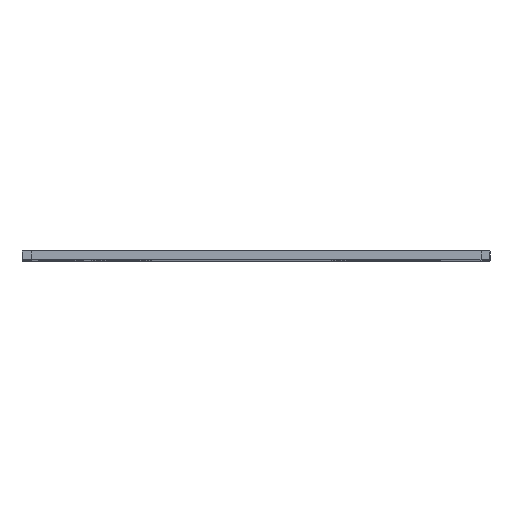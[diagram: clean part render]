
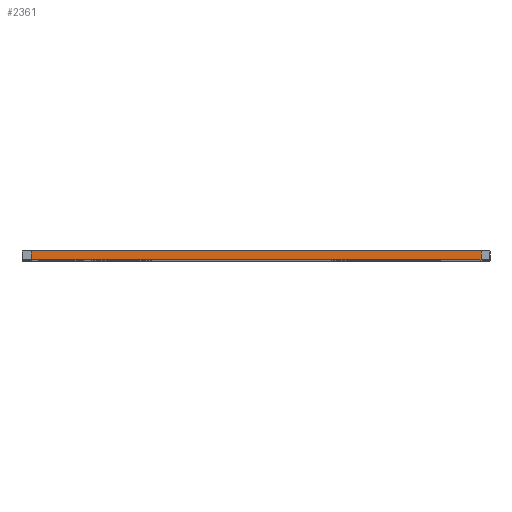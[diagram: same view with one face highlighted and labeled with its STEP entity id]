
A CAD part, top view. The second image highlights one B-rep face of the part: STEP entity #2361.
In plain terms, the highlighted planar face has unit normal (0, 0, 1).
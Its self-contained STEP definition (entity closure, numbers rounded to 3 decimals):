
#231 = ORIENTED_EDGE ( 'NONE', *, *, #1642, .F. ) ;
#352 = AXIS2_PLACEMENT_3D ( 'NONE', #1128, #848, #2498 ) ;
#367 = LINE ( 'NONE', #3422, #1175 ) ;
#457 = EDGE_CURVE ( 'NONE', #2766, #1866, #713, .T. ) ;
#491 = PLANE ( 'NONE',  #352 ) ;
#641 = CARTESIAN_POINT ( 'NONE',  ( -157.408, 6., 341.443 ) ) ;
#685 = LINE ( 'NONE', #949, #2399 ) ;
#713 = LINE ( 'NONE', #1844, #872 ) ;
#727 = VERTEX_POINT ( 'NONE', #3379 ) ;
#848 = DIRECTION ( 'NONE',  ( 0., 0., -1. ) ) ;
#872 = VECTOR ( 'NONE', #2973, 1000. ) ;
#910 = DIRECTION ( 'NONE',  ( 0., -1., 0. ) ) ;
#949 = CARTESIAN_POINT ( 'NONE',  ( -157.408, 6., 341.443 ) ) ;
#1049 = CARTESIAN_POINT ( 'NONE',  ( -157.408, 0., 341.443 ) ) ;
#1128 = CARTESIAN_POINT ( 'NONE',  ( -157.408, 6., 341.443 ) ) ;
#1175 = VECTOR ( 'NONE', #3461, 1000. ) ;
#1198 = CARTESIAN_POINT ( 'NONE',  ( 142.592, 6., 341.443 ) ) ;
#1344 = FACE_OUTER_BOUND ( 'NONE', #3077, .T. ) ;
#1468 = VERTEX_POINT ( 'NONE', #1198 ) ;
#1642 = EDGE_CURVE ( 'NONE', #1468, #1866, #367, .T. ) ;
#1758 = ORIENTED_EDGE ( 'NONE', *, *, #3390, .T. ) ;
#1819 = ORIENTED_EDGE ( 'NONE', *, *, #2837, .F. ) ;
#1844 = CARTESIAN_POINT ( 'NONE',  ( -157.408, 0., 341.443 ) ) ;
#1866 = VERTEX_POINT ( 'NONE', #3235 ) ;
#2198 = VECTOR ( 'NONE', #3392, 1000. ) ;
#2361 = ADVANCED_FACE ( 'NONE', ( #1344 ), #491, .F. ) ;
#2399 = VECTOR ( 'NONE', #910, 1000. ) ;
#2498 = DIRECTION ( 'NONE',  ( -1., 0., 0. ) ) ;
#2559 = LINE ( 'NONE', #641, #2198 ) ;
#2766 = VERTEX_POINT ( 'NONE', #1049 ) ;
#2837 = EDGE_CURVE ( 'NONE', #727, #1468, #2559, .T. ) ;
#2973 = DIRECTION ( 'NONE',  ( 1., 0., 0. ) ) ;
#3005 = ORIENTED_EDGE ( 'NONE', *, *, #457, .T. ) ;
#3077 = EDGE_LOOP ( 'NONE', ( #3005, #231, #1819, #1758 ) ) ;
#3235 = CARTESIAN_POINT ( 'NONE',  ( 142.592, 0., 341.443 ) ) ;
#3379 = CARTESIAN_POINT ( 'NONE',  ( -157.408, 6., 341.443 ) ) ;
#3390 = EDGE_CURVE ( 'NONE', #727, #2766, #685, .T. ) ;
#3392 = DIRECTION ( 'NONE',  ( 1., 0., 0. ) ) ;
#3422 = CARTESIAN_POINT ( 'NONE',  ( 142.592, 6., 341.443 ) ) ;
#3461 = DIRECTION ( 'NONE',  ( 0., -1., 0. ) ) ;
